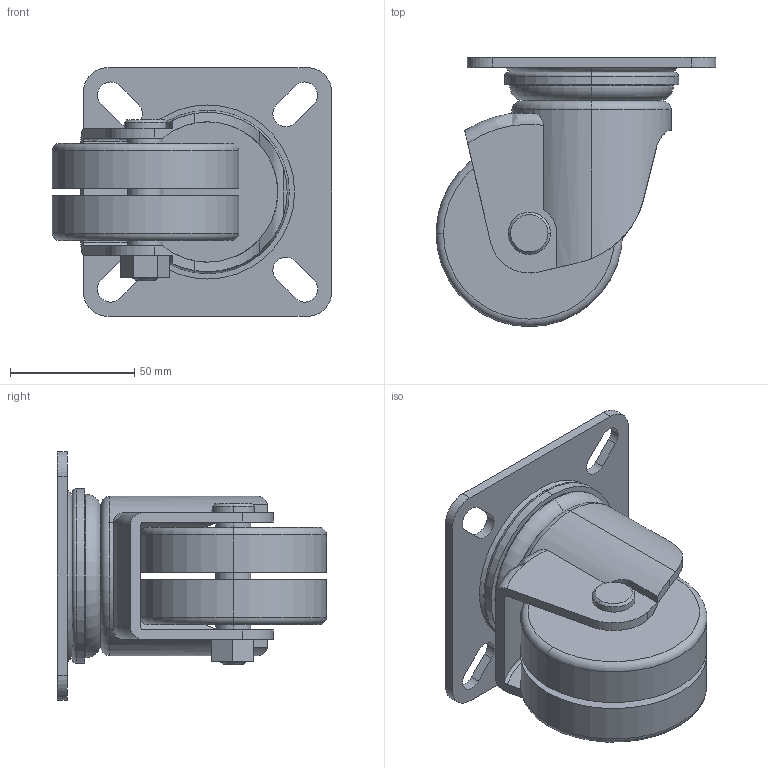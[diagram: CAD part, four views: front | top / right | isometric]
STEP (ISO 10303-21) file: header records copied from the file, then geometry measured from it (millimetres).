
FILE_DESCRIPTION (( 'STEP AP203' ), '1' );
FILE_NAME ('sone3D.STEP', '2013-12-12T05:54:02', ( '' ), ( '' ), 'SwSTEP 2.0', 'SolidWorks 2012', '' );
FILE_SCHEMA (( 'CONFIG_CONTROL_DESIGN' ));
Length unit declared in the file: millimetre
Products named in the file (1): sone3D
Bounding box: 112.5 x 108.2 x 100 mm (x, y, z)
Volume: 293928.3 mm3; surface area: 73639.6 mm2
Topology: 1 solids, 1 shells, 120 faces, 301 edges, 196 vertices
Faces by surface type: cylinder 52, plane 48, torus 16, cone 4
Entity records: 4026 total; most frequent: CARTESIAN_POINT 1001, DIRECTION 637, ORIENTED_EDGE 602, EDGE_CURVE 301, AXIS2_PLACEMENT_3D 248, VERTEX_POINT 196, EDGE_LOOP 143, LINE 141
